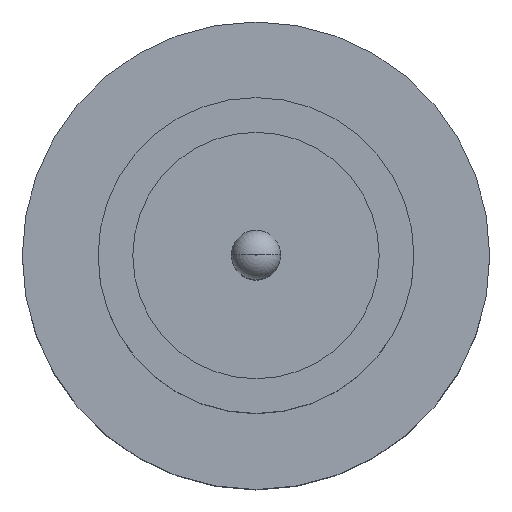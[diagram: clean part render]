
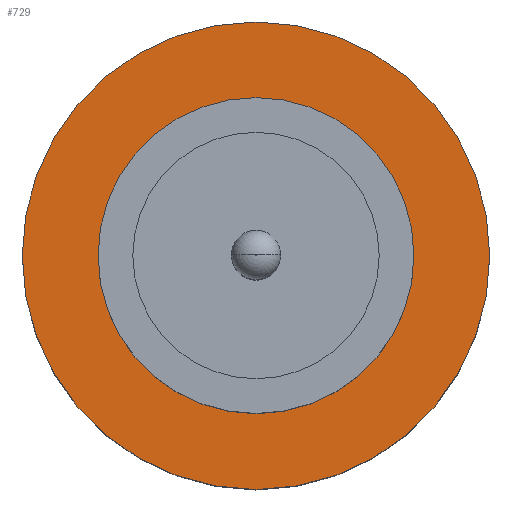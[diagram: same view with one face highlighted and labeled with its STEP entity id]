
A CAD part, top view. The second image highlights one B-rep face of the part: STEP entity #729.
In plain terms, the highlighted planar face has unit normal (0, 0, 1).
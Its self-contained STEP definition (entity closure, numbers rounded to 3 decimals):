
#23 = CARTESIAN_POINT ( 'NONE',  ( 0., 0., 1.55 ) ) ;
#39 = DIRECTION ( 'NONE',  ( 0., 0., 1. ) ) ;
#50 = EDGE_LOOP ( 'NONE', ( #299, #740 ) ) ;
#80 = EDGE_LOOP ( 'NONE', ( #482, #330 ) ) ;
#94 = DIRECTION ( 'NONE',  ( 0., 0., 1. ) ) ;
#103 = CARTESIAN_POINT ( 'NONE',  ( -1.25, 0., 1.55 ) ) ;
#127 = CARTESIAN_POINT ( 'NONE',  ( 0., 0., 1.55 ) ) ;
#152 = CARTESIAN_POINT ( 'NONE',  ( 0., 0., 1.55 ) ) ;
#174 = CARTESIAN_POINT ( 'NONE',  ( 1.85, 0., 1.55 ) ) ;
#177 = DIRECTION ( 'NONE',  ( 1., 0., 0. ) ) ;
#194 = VERTEX_POINT ( 'NONE', #103 ) ;
#204 = AXIS2_PLACEMENT_3D ( 'NONE', #152, #635, #550 ) ;
#213 = AXIS2_PLACEMENT_3D ( 'NONE', #251, #809, #313 ) ;
#225 = DIRECTION ( 'NONE',  ( 1., 0., 0. ) ) ;
#230 = CARTESIAN_POINT ( 'NONE',  ( -1.85, 0., 1.55 ) ) ;
#251 = CARTESIAN_POINT ( 'NONE',  ( 0., 0., 1.55 ) ) ;
#280 = CIRCLE ( 'NONE', #872, 1.25 ) ;
#285 = VERTEX_POINT ( 'NONE', #292 ) ;
#287 = VERTEX_POINT ( 'NONE', #230 ) ;
#292 = CARTESIAN_POINT ( 'NONE',  ( 1.25, 0., 1.55 ) ) ;
#299 = ORIENTED_EDGE ( 'NONE', *, *, #595, .T. ) ;
#313 = DIRECTION ( 'NONE',  ( 1., 0., 0. ) ) ;
#330 = ORIENTED_EDGE ( 'NONE', *, *, #465, .F. ) ;
#362 = EDGE_CURVE ( 'NONE', #632, #287, #608, .T. ) ;
#406 = EDGE_CURVE ( 'NONE', #285, #194, #824, .T. ) ;
#445 = FACE_BOUND ( 'NONE', #80, .T. ) ;
#465 = EDGE_CURVE ( 'NONE', #194, #285, #280, .T. ) ;
#482 = ORIENTED_EDGE ( 'NONE', *, *, #406, .F. ) ;
#510 = CIRCLE ( 'NONE', #685, 1.85 ) ;
#511 = DIRECTION ( 'NONE',  ( 1., 0., 0. ) ) ;
#550 = DIRECTION ( 'NONE',  ( 1., 0., 0. ) ) ;
#595 = EDGE_CURVE ( 'NONE', #287, #632, #510, .T. ) ;
#608 = CIRCLE ( 'NONE', #820, 1.85 ) ;
#632 = VERTEX_POINT ( 'NONE', #174 ) ;
#635 = DIRECTION ( 'NONE',  ( 0., 0., 1. ) ) ;
#666 = CARTESIAN_POINT ( 'NONE',  ( 0., 0., 1.55 ) ) ;
#685 = AXIS2_PLACEMENT_3D ( 'NONE', #23, #94, #225 ) ;
#729 = ADVANCED_FACE ( 'NONE', ( #445, #828 ), #892, .T. ) ;
#740 = ORIENTED_EDGE ( 'NONE', *, *, #362, .T. ) ;
#809 = DIRECTION ( 'NONE',  ( 0., 0., 1. ) ) ;
#820 = AXIS2_PLACEMENT_3D ( 'NONE', #666, #897, #177 ) ;
#824 = CIRCLE ( 'NONE', #213, 1.25 ) ;
#828 = FACE_OUTER_BOUND ( 'NONE', #50, .T. ) ;
#872 = AXIS2_PLACEMENT_3D ( 'NONE', #127, #39, #511 ) ;
#892 = PLANE ( 'NONE',  #204 ) ;
#897 = DIRECTION ( 'NONE',  ( 0., 0., 1. ) ) ;
